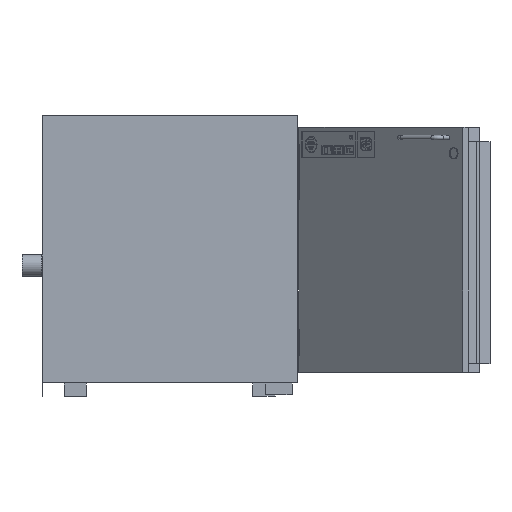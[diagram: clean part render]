
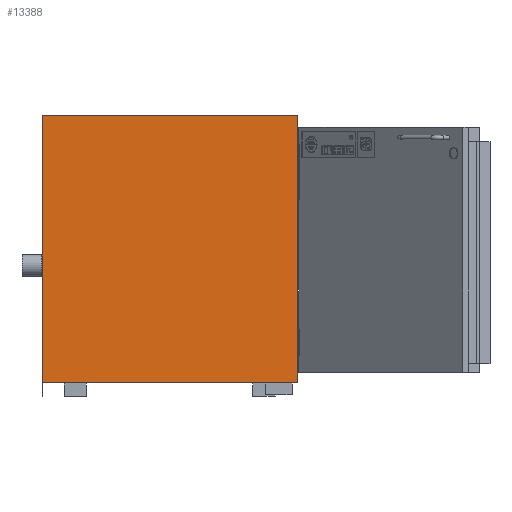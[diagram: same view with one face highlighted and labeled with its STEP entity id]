
A CAD part, left-side view. The second image highlights one B-rep face of the part: STEP entity #13388.
In plain terms, the highlighted planar face has unit normal (-1, 0, 0).
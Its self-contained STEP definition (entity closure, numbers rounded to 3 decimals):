
#960=FACE_OUTER_BOUND('',#1731,.T.);
#1731=EDGE_LOOP('',(#8889,#8890,#8891,#8892,#8893,#8894));
#2596=LINE('',#17925,#3998);
#2665=LINE('',#18087,#4067);
#2667=LINE('',#18091,#4069);
#2735=LINE('',#18230,#4137);
#2780=LINE('',#18352,#4182);
#2781=LINE('',#18353,#4183);
#3998=VECTOR('',#14964,10.);
#4067=VECTOR('',#15127,10.);
#4069=VECTOR('',#15131,10.);
#4137=VECTOR('',#15247,10.);
#4182=VECTOR('',#15374,10.);
#4183=VECTOR('',#15375,10.);
#5387=VERTEX_POINT('',#17918);
#5390=VERTEX_POINT('',#17923);
#5435=VERTEX_POINT('',#18083);
#5436=VERTEX_POINT('',#18085);
#5437=VERTEX_POINT('',#18089);
#5484=VERTEX_POINT('',#18228);
#6632=EDGE_CURVE('',#5390,#5387,#2596,.T.);
#6709=EDGE_CURVE('',#5435,#5436,#2665,.T.);
#6711=EDGE_CURVE('',#5437,#5436,#2667,.T.);
#6779=EDGE_CURVE('',#5484,#5437,#2735,.T.);
#6834=EDGE_CURVE('',#5387,#5484,#2780,.T.);
#6835=EDGE_CURVE('',#5435,#5390,#2781,.T.);
#8889=ORIENTED_EDGE('',*,*,#6834,.F.);
#8890=ORIENTED_EDGE('',*,*,#6632,.F.);
#8891=ORIENTED_EDGE('',*,*,#6835,.F.);
#8892=ORIENTED_EDGE('',*,*,#6709,.T.);
#8893=ORIENTED_EDGE('',*,*,#6711,.F.);
#8894=ORIENTED_EDGE('',*,*,#6779,.F.);
#12165=PLANE('',#14252);
#13388=ADVANCED_FACE('',(#960),#12165,.T.);
#14252=AXIS2_PLACEMENT_3D('',#18351,#15372,#15373);
#14964=DIRECTION('',(0.,-1.,0.));
#15127=DIRECTION('',(0.,-1.,0.));
#15131=DIRECTION('',(0.,0.,-1.));
#15247=DIRECTION('',(0.,1.,0.));
#15372=DIRECTION('center_axis',(-1.,0.,0.));
#15373=DIRECTION('ref_axis',(0.,-1.,0.));
#15374=DIRECTION('',(0.,0.,-1.));
#15375=DIRECTION('',(0.,0.,1.));
#17918=CARTESIAN_POINT('',(-551.,-287.,300.44));
#17923=CARTESIAN_POINT('',(-551.,287.,300.44));
#17925=CARTESIAN_POINT('',(-551.,287.,300.44));
#18083=CARTESIAN_POINT('',(-551.,287.,-330.44));
#18085=CARTESIAN_POINT('',(-551.,286.9,-330.44));
#18087=CARTESIAN_POINT('',(-551.,287.,-330.44));
#18089=CARTESIAN_POINT('',(-551.,286.9,-300.44));
#18091=CARTESIAN_POINT('',(-551.,286.9,-330.44));
#18228=CARTESIAN_POINT('',(-551.,-287.,-300.44));
#18230=CARTESIAN_POINT('',(-551.,287.,-300.44));
#18351=CARTESIAN_POINT('Origin',(-551.,287.,0.));
#18352=CARTESIAN_POINT('',(-551.,-287.,0.));
#18353=CARTESIAN_POINT('',(-551.,287.,0.));
